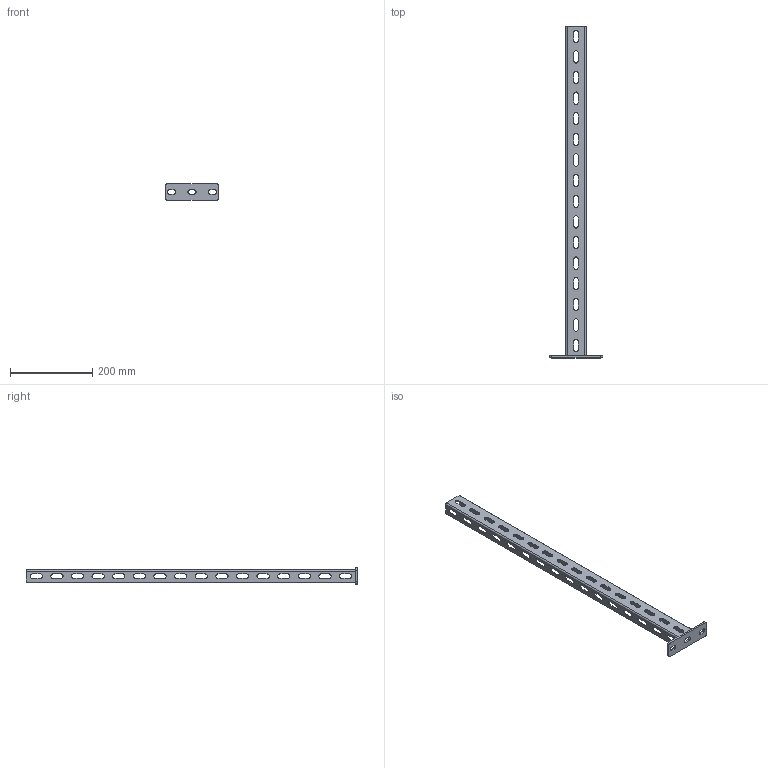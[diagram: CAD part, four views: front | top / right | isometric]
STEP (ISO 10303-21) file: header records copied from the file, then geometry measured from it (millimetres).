
FILE_DESCRIPTION((''),'2;1');
FILE_NAME('6342364_ASM','2012-07-24T',('AndreasKeweloh'),(''),'PRO/ENGINEER BY PARAMETRIC TECHNOLOGY CORPORATION, 2012130','PRO/ENGINEER BY PARAMETRIC TECHNOLOGY CORPORATION, 2012130','');
FILE_SCHEMA(('CONFIG_CONTROL_DESIGN'));
Length unit declared in the file: millimetre
Products named in the file (3): KOPFPLATTE_US3K; 6342314; 6342364_ASM
Assembly tree (2 placements, depth 2):
  6342364_ASM
    KOPFPLATTE_US3K
    6342314
Bounding box: 130 x 805 x 40 mm (x, y, z)
Volume: 159914.2 mm3; surface area: 159171 mm2
Topology: 2 solids, 2 shells, 228 faces, 672 edges, 448 vertices
Faces by surface type: plane 118, cylinder 110
Entity records: 7948 total; most frequent: DIRECTION 1358, CARTESIAN_POINT 1353, ORIENTED_EDGE 1344, EDGE_CURVE 672, AXIS2_PLACEMENT_3D 453, VECTOR 452, LINE 452, VERTEX_POINT 448
